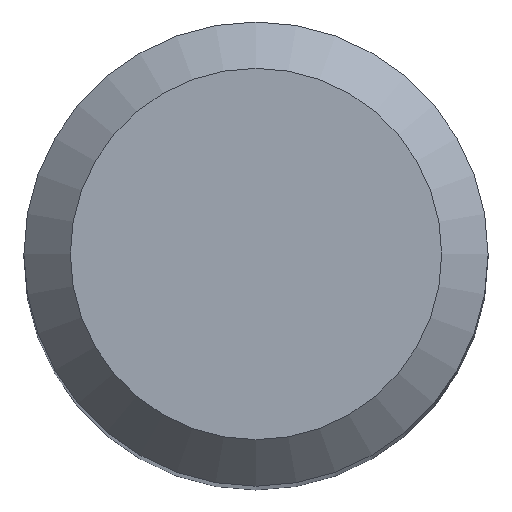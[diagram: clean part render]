
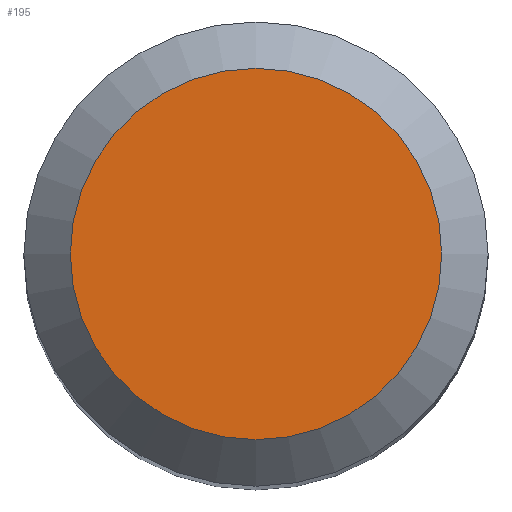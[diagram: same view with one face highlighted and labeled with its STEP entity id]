
A CAD part, top view. The second image highlights one B-rep face of the part: STEP entity #195.
In plain terms, the highlighted planar face has unit normal (0, 0, 1).
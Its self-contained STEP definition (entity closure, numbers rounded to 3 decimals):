
#3 = ORIENTED_EDGE ( 'NONE', *, *, #36, .F. ) ;
#16 = CARTESIAN_POINT ( 'NONE',  ( 0., 3.2, 79. ) ) ;
#22 = AXIS2_PLACEMENT_3D ( 'NONE', #128, #256, #73 ) ;
#32 = CARTESIAN_POINT ( 'NONE',  ( 0., 0., 79. ) ) ;
#36 = EDGE_CURVE ( 'NONE', #189, #189, #51, .T. ) ;
#50 = PLANE ( 'NONE',  #22 ) ;
#51 = CIRCLE ( 'NONE', #126, 3.2 ) ;
#73 = DIRECTION ( 'NONE',  ( 0., 1., 0. ) ) ;
#94 = FACE_OUTER_BOUND ( 'NONE', #123, .T. ) ;
#123 = EDGE_LOOP ( 'NONE', ( #3 ) ) ;
#126 = AXIS2_PLACEMENT_3D ( 'NONE', #32, #129, #260 ) ;
#128 = CARTESIAN_POINT ( 'NONE',  ( 0., 0., 79. ) ) ;
#129 = DIRECTION ( 'NONE',  ( 0., 0., -1. ) ) ;
#189 = VERTEX_POINT ( 'NONE', #16 ) ;
#195 = ADVANCED_FACE ( 'NONE', ( #94 ), #50, .F. ) ;
#256 = DIRECTION ( 'NONE',  ( 0., 0., -1. ) ) ;
#260 = DIRECTION ( 'NONE',  ( 0., 1., 0. ) ) ;
